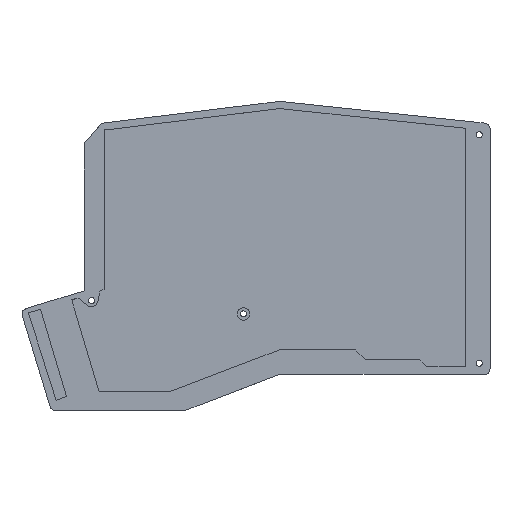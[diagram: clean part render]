
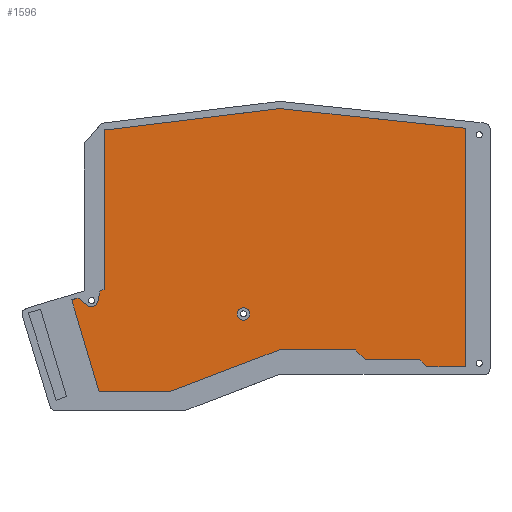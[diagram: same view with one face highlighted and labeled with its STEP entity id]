
A CAD part, top view. The second image highlights one B-rep face of the part: STEP entity #1596.
In plain terms, the highlighted planar face has unit normal (0, 0, 1).
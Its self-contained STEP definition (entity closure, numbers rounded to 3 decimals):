
#20=FACE_BOUND('',#176,.T.);
#43=CIRCLE('',#1710,2.25);
#44=CIRCLE('',#1711,2.25);
#84=FACE_OUTER_BOUND('',#175,.T.);
#175=EDGE_LOOP('',(#1149,#1150,#1151,#1152,#1153,#1154,#1155,#1156,#1157,
#1158,#1159,#1160,#1161,#1162,#1163,#1164,#1165,#1166));
#176=EDGE_LOOP('',(#1167));
#320=LINE('',#2384,#523);
#321=LINE('',#2386,#524);
#322=LINE('',#2388,#525);
#323=LINE('',#2392,#526);
#324=LINE('',#2394,#527);
#325=LINE('',#2396,#528);
#326=LINE('',#2398,#529);
#327=LINE('',#2400,#530);
#328=LINE('',#2402,#531);
#329=LINE('',#2404,#532);
#330=LINE('',#2406,#533);
#331=LINE('',#2408,#534);
#332=LINE('',#2410,#535);
#333=LINE('',#2412,#536);
#334=LINE('',#2414,#537);
#335=LINE('',#2416,#538);
#336=LINE('',#2417,#539);
#523=VECTOR('',#1913,10.);
#524=VECTOR('',#1914,10.);
#525=VECTOR('',#1915,10.);
#526=VECTOR('',#1918,10.);
#527=VECTOR('',#1919,10.);
#528=VECTOR('',#1920,10.);
#529=VECTOR('',#1921,10.);
#530=VECTOR('',#1922,10.);
#531=VECTOR('',#1923,10.);
#532=VECTOR('',#1924,10.);
#533=VECTOR('',#1925,10.);
#534=VECTOR('',#1926,10.);
#535=VECTOR('',#1927,10.);
#536=VECTOR('',#1928,10.);
#537=VECTOR('',#1929,10.);
#538=VECTOR('',#1930,10.);
#539=VECTOR('',#1931,10.);
#728=VERTEX_POINT('',#2382);
#729=VERTEX_POINT('',#2383);
#730=VERTEX_POINT('',#2385);
#731=VERTEX_POINT('',#2387);
#732=VERTEX_POINT('',#2389);
#733=VERTEX_POINT('',#2391);
#734=VERTEX_POINT('',#2393);
#735=VERTEX_POINT('',#2395);
#736=VERTEX_POINT('',#2397);
#737=VERTEX_POINT('',#2399);
#738=VERTEX_POINT('',#2401);
#739=VERTEX_POINT('',#2403);
#740=VERTEX_POINT('',#2405);
#741=VERTEX_POINT('',#2407);
#742=VERTEX_POINT('',#2409);
#743=VERTEX_POINT('',#2411);
#744=VERTEX_POINT('',#2413);
#745=VERTEX_POINT('',#2415);
#746=VERTEX_POINT('',#2418);
#893=EDGE_CURVE('',#728,#729,#320,.T.);
#894=EDGE_CURVE('',#730,#728,#321,.T.);
#895=EDGE_CURVE('',#731,#730,#322,.T.);
#896=EDGE_CURVE('',#732,#731,#43,.T.);
#897=EDGE_CURVE('',#733,#732,#323,.T.);
#898=EDGE_CURVE('',#734,#733,#324,.T.);
#899=EDGE_CURVE('',#735,#734,#325,.T.);
#900=EDGE_CURVE('',#736,#735,#326,.T.);
#901=EDGE_CURVE('',#737,#736,#327,.T.);
#902=EDGE_CURVE('',#738,#737,#328,.T.);
#903=EDGE_CURVE('',#739,#738,#329,.T.);
#904=EDGE_CURVE('',#740,#739,#330,.T.);
#905=EDGE_CURVE('',#741,#740,#331,.T.);
#906=EDGE_CURVE('',#742,#741,#332,.T.);
#907=EDGE_CURVE('',#743,#742,#333,.T.);
#908=EDGE_CURVE('',#744,#743,#334,.T.);
#909=EDGE_CURVE('',#745,#744,#335,.T.);
#910=EDGE_CURVE('',#745,#729,#336,.T.);
#911=EDGE_CURVE('',#746,#746,#44,.T.);
#1149=ORIENTED_EDGE('',*,*,#893,.F.);
#1150=ORIENTED_EDGE('',*,*,#894,.F.);
#1151=ORIENTED_EDGE('',*,*,#895,.F.);
#1152=ORIENTED_EDGE('',*,*,#896,.F.);
#1153=ORIENTED_EDGE('',*,*,#897,.F.);
#1154=ORIENTED_EDGE('',*,*,#898,.F.);
#1155=ORIENTED_EDGE('',*,*,#899,.F.);
#1156=ORIENTED_EDGE('',*,*,#900,.F.);
#1157=ORIENTED_EDGE('',*,*,#901,.F.);
#1158=ORIENTED_EDGE('',*,*,#902,.F.);
#1159=ORIENTED_EDGE('',*,*,#903,.F.);
#1160=ORIENTED_EDGE('',*,*,#904,.F.);
#1161=ORIENTED_EDGE('',*,*,#905,.F.);
#1162=ORIENTED_EDGE('',*,*,#906,.F.);
#1163=ORIENTED_EDGE('',*,*,#907,.F.);
#1164=ORIENTED_EDGE('',*,*,#908,.F.);
#1165=ORIENTED_EDGE('',*,*,#909,.F.);
#1166=ORIENTED_EDGE('',*,*,#910,.T.);
#1167=ORIENTED_EDGE('',*,*,#911,.F.);
#1523=PLANE('',#1709);
#1596=ADVANCED_FACE('',(#84,#20),#1523,.F.);
#1709=AXIS2_PLACEMENT_3D('',#2381,#1911,#1912);
#1710=AXIS2_PLACEMENT_3D('',#2390,#1916,#1917);
#1711=AXIS2_PLACEMENT_3D('',#2419,#1932,#1933);
#1911=DIRECTION('center_axis',(0.,0.,-1.));
#1912=DIRECTION('ref_axis',(-1.,0.,0.));
#1913=DIRECTION('',(0.,1.,0.));
#1914=DIRECTION('',(0.942,0.335,0.));
#1915=DIRECTION('',(0.211,0.977,0.));
#1916=DIRECTION('center_axis',(0.,0.,1.));
#1917=DIRECTION('ref_axis',(1.,0.,0.));
#1918=DIRECTION('',(0.796,-0.606,0.));
#1919=DIRECTION('',(0.958,0.286,0.));
#1920=DIRECTION('',(-0.286,0.958,0.));
#1921=DIRECTION('',(-1.,0.,0.));
#1922=DIRECTION('',(-0.934,-0.357,0.));
#1923=DIRECTION('',(-1.,0.,0.));
#1924=DIRECTION('',(-0.707,0.707,0.));
#1925=DIRECTION('',(-1.,0.,0.));
#1926=DIRECTION('',(-0.707,0.707,0.));
#1927=DIRECTION('',(-1.,0.,0.));
#1928=DIRECTION('',(0.,-1.,0.));
#1929=DIRECTION('',(0.994,-0.105,0.));
#1930=DIRECTION('',(0.993,0.122,0.));
#1931=DIRECTION('',(-1.,0.,0.));
#1932=DIRECTION('center_axis',(0.,0.,1.));
#1933=DIRECTION('ref_axis',(1.,0.,0.));
#2381=CARTESIAN_POINT('Origin',(87.357,61.127,34.91));
#2382=CARTESIAN_POINT('',(32.2,47.716,34.91));
#2383=CARTESIAN_POINT('',(32.2,105.,34.91));
#2384=CARTESIAN_POINT('',(32.2,83.063,34.91));
#2385=CARTESIAN_POINT('',(30.778,47.211,34.91));
#2386=CARTESIAN_POINT('',(59.204,57.306,34.91));
#2387=CARTESIAN_POINT('',(29.925,43.267,34.91));
#2388=CARTESIAN_POINT('',(33.478,59.7,34.91));
#2389=CARTESIAN_POINT('',(26.363,41.953,34.91));
#2390=CARTESIAN_POINT('Origin',(27.726,43.743,34.91));
#2391=CARTESIAN_POINT('',(22.841,44.635,34.91));
#2392=CARTESIAN_POINT('',(41.042,30.772,34.91));
#2393=CARTESIAN_POINT('',(20.574,43.959,34.91));
#2394=CARTESIAN_POINT('',(54.725,54.135,34.91));
#2395=CARTESIAN_POINT('',(30.395,10.998,34.91));
#2396=CARTESIAN_POINT('',(20.947,42.705,34.91));
#2397=CARTESIAN_POINT('',(55.714,10.998,34.91));
#2398=CARTESIAN_POINT('',(58.876,10.998,34.91));
#2399=CARTESIAN_POINT('',(95.,26.,34.91));
#2400=CARTESIAN_POINT('',(77.875,19.461,34.91));
#2401=CARTESIAN_POINT('',(122.5,26.,34.91));
#2402=CARTESIAN_POINT('',(91.178,26.,34.91));
#2403=CARTESIAN_POINT('',(126.,22.5,34.91));
#2404=CARTESIAN_POINT('',(104.932,43.568,34.91));
#2405=CARTESIAN_POINT('',(145.5,22.5,34.91));
#2406=CARTESIAN_POINT('',(106.678,22.5,34.91));
#2407=CARTESIAN_POINT('',(148.,20.,34.91));
#2408=CARTESIAN_POINT('',(121.307,46.693,34.91));
#2409=CARTESIAN_POINT('',(162.,20.,34.91));
#2410=CARTESIAN_POINT('',(117.678,20.,34.91));
#2411=CARTESIAN_POINT('',(162.,105.588,34.91));
#2412=CARTESIAN_POINT('',(162.,40.563,34.91));
#2413=CARTESIAN_POINT('',(95.248,112.661,34.91));
#2414=CARTESIAN_POINT('',(127.422,109.252,34.91));
#2415=CARTESIAN_POINT('',(33.,105.,34.91));
#2416=CARTESIAN_POINT('',(88.237,111.798,34.91));
#2417=CARTESIAN_POINT('',(33.,105.,34.91));
#2418=CARTESIAN_POINT('',(79.976,38.943,34.91));
#2419=CARTESIAN_POINT('Origin',(82.226,38.943,34.91));
